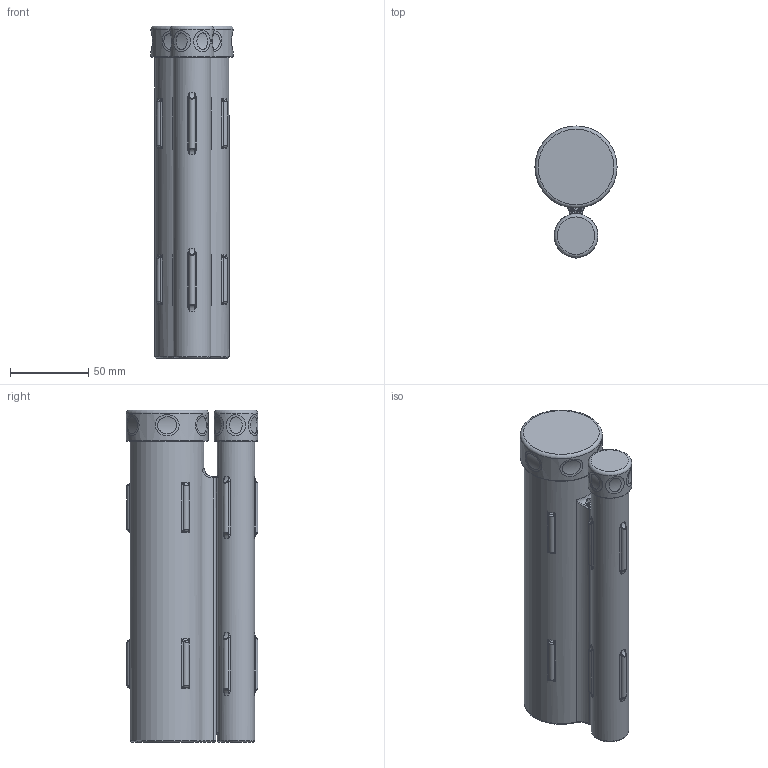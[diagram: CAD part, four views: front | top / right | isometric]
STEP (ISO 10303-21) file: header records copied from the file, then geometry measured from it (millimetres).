
FILE_DESCRIPTION(/* description */ ('STEP AP242','CAx-IF Rec.Pracs.---Representation and Presentation of Product Manufacturing Information (PMI)---4.0---2014-10-13','CAx-IF Rec.Pracs.---3D Tessellated Geometry---0.4---2014-09-14','2;1'),/* implementation_level */ '2;1');
FILE_NAME(/* name */ '657668720b67a7741c834e16',/* time_stamp */ '2023-12-11T01:40:03Z',/* author */ (''),/* organization */ (''),/* preprocessor_version */ 'ST-DEVELOPER v19.4',/* originating_system */ ' ',/* authorisation */ ' ');
FILE_SCHEMA (('AP242_MANAGED_MODEL_BASED_3D_ENGINEERING_MIM_LF { 1 0 10303 442 1 1 4 }'));
Length unit declared in the file: metre
Products named in the file (5): Full Assembly; TPTV3; TBTV2; TBTTV2; TPTTV4
Assembly tree (4 placements, depth 2):
  Full Assembly
    TPTV3
    TBTV2
    TBTTV2
    TPTTV4
Bounding box: 52.5 x 84.27 x 212.5 mm (x, y, z)
Volume: 138355.7 mm3; surface area: 114052.6 mm2
Topology: 4 solids, 4 shells, 343 faces, 819 edges, 453 vertices
Faces by surface type: bspline 105, cylinder 93, torus 76, plane 61, sphere 8
Full cylindrical faces by diameter (mm): 5 x7, 20 x1, 24 x1, 24.25 x1, 28 x1, 42.5 x1, 47.5 x1, 47.75 x1, 52.5 x1
Entity records: 12406 total; most frequent: CARTESIAN_POINT 5658, ORIENTED_EDGE 1406, DIRECTION 1220, EDGE_CURVE 703, AXIS2_PLACEMENT_3D 524, VERTEX_POINT 447, EDGE_LOOP 436, FACE_BOUND 436
